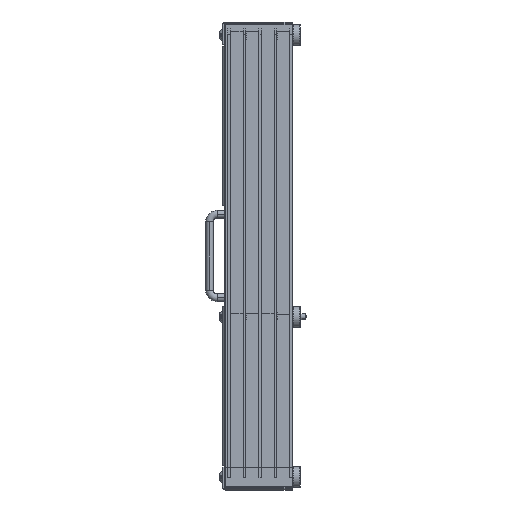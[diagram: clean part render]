
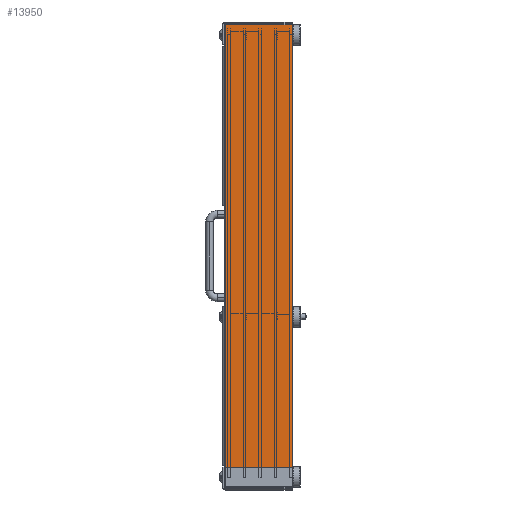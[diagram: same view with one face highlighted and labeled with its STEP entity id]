
A CAD part, left-side view. The second image highlights one B-rep face of the part: STEP entity #13950.
In plain terms, the highlighted face is planar.
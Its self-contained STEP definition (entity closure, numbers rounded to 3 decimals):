
#121 = CARTESIAN_POINT ( 'NONE',  ( 258.5, 43.163, 305. ) ) ;
#220 = VERTEX_POINT ( 'NONE', #15571 ) ;
#374 = CARTESIAN_POINT ( 'NONE',  ( 258.5, 43.963, 15. ) ) ;
#531 = LINE ( 'NONE', #10733, #7451 ) ;
#952 = CARTESIAN_POINT ( 'NONE',  ( 258.5, 43.963, 305. ) ) ;
#1605 = CARTESIAN_POINT ( 'NONE',  ( 258.5, 0., 0.737 ) ) ;
#1764 = EDGE_CURVE ( 'NONE', #10205, #7251, #8789, .T. ) ;
#1909 = DIRECTION ( 'NONE',  ( 0., 0., 1. ) ) ;
#2096 = ORIENTED_EDGE ( 'NONE', *, *, #1764, .F. ) ;
#2100 = EDGE_CURVE ( 'NONE', #9660, #5503, #16925, .T. ) ;
#2835 = AXIS2_PLACEMENT_3D ( 'NONE', #9753, #9511, #4147 ) ;
#2884 = DIRECTION ( 'NONE',  ( 0., 0., 1. ) ) ;
#2965 = CARTESIAN_POINT ( 'NONE',  ( 258.5, 43.963, 305. ) ) ;
#3526 = VERTEX_POINT ( 'NONE', #121 ) ;
#3690 = CARTESIAN_POINT ( 'NONE',  ( 258.5, 43.963, 291. ) ) ;
#3818 = CARTESIAN_POINT ( 'NONE',  ( 258.5, 0.8, 305. ) ) ;
#4029 = CARTESIAN_POINT ( 'NONE',  ( 258.5, 0., 0.737 ) ) ;
#4147 = DIRECTION ( 'NONE',  ( 0., 0., 1. ) ) ;
#4598 = ORIENTED_EDGE ( 'NONE', *, *, #2100, .T. ) ;
#5087 = EDGE_CURVE ( 'NONE', #10205, #220, #16689, .T. ) ;
#5481 = CARTESIAN_POINT ( 'NONE',  ( 258.5, 0., 304.2 ) ) ;
#5503 = VERTEX_POINT ( 'NONE', #7911 ) ;
#5833 = VECTOR ( 'NONE', #1909, 1000. ) ;
#6276 = EDGE_LOOP ( 'NONE', ( #15906, #17083, #10029, #2096, #19703, #20309, #13797, #10884, #4598, #22361 ) ) ;
#6521 = VECTOR ( 'NONE', #19956, 1000. ) ;
#7120 = DIRECTION ( 'NONE',  ( 0., -1., 0. ) ) ;
#7251 = VERTEX_POINT ( 'NONE', #4029 ) ;
#7451 = VECTOR ( 'NONE', #7120, 1000. ) ;
#7465 = CARTESIAN_POINT ( 'NONE',  ( 258.5, 43.963, 186.5 ) ) ;
#7527 = CARTESIAN_POINT ( 'NONE',  ( 258.5, 0., 0. ) ) ;
#7701 = EDGE_CURVE ( 'NONE', #15386, #9660, #16020, .T. ) ;
#7819 = CARTESIAN_POINT ( 'NONE',  ( 258.5, 43.963, 119.5 ) ) ;
#7846 = EDGE_CURVE ( 'NONE', #8358, #19076, #15396, .T. ) ;
#7911 = CARTESIAN_POINT ( 'NONE',  ( 258.5, 43.963, 304.2 ) ) ;
#8158 = CIRCLE ( 'NONE', #16631, 0.8 ) ;
#8219 = EDGE_CURVE ( 'NONE', #3526, #8358, #531, .T. ) ;
#8358 = VERTEX_POINT ( 'NONE', #3818 ) ;
#8789 = LINE ( 'NONE', #1605, #19873 ) ;
#8883 = CARTESIAN_POINT ( 'NONE',  ( 258.5, 43.963, 186.5 ) ) ;
#9276 = VECTOR ( 'NONE', #13668, 1000. ) ;
#9416 = DIRECTION ( 'NONE',  ( 0., 0., 1. ) ) ;
#9511 = DIRECTION ( 'NONE',  ( 1., 0., 0. ) ) ;
#9660 = VERTEX_POINT ( 'NONE', #3690 ) ;
#9753 = CARTESIAN_POINT ( 'NONE',  ( 258.5, 0.8, 304.2 ) ) ;
#10029 = ORIENTED_EDGE ( 'NONE', *, *, #21364, .T. ) ;
#10205 = VERTEX_POINT ( 'NONE', #10902 ) ;
#10733 = CARTESIAN_POINT ( 'NONE',  ( 258.5, 0., 305. ) ) ;
#10884 = ORIENTED_EDGE ( 'NONE', *, *, #7701, .T. ) ;
#10902 = CARTESIAN_POINT ( 'NONE',  ( 258.5, 43.963, 0.737 ) ) ;
#11054 = LINE ( 'NONE', #23073, #23860 ) ;
#11632 = CARTESIAN_POINT ( 'NONE',  ( 258.5, 43.163, 304.2 ) ) ;
#11928 = DIRECTION ( 'NONE',  ( 0., 0., -1. ) ) ;
#13005 = CARTESIAN_POINT ( 'NONE',  ( 258.5, 43.963, 15. ) ) ;
#13487 = DIRECTION ( 'NONE',  ( 1., 0., 0. ) ) ;
#13632 = VERTEX_POINT ( 'NONE', #7819 ) ;
#13668 = DIRECTION ( 'NONE',  ( 0., 0., 1. ) ) ;
#13797 = ORIENTED_EDGE ( 'NONE', *, *, #18816, .F. ) ;
#13950 = ADVANCED_FACE ( 'NONE', ( #14876 ), #20718, .F. ) ;
#14876 = FACE_OUTER_BOUND ( 'NONE', #6276, .T. ) ;
#15386 = VERTEX_POINT ( 'NONE', #7465 ) ;
#15396 = CIRCLE ( 'NONE', #2835, 0.8 ) ;
#15551 = EDGE_CURVE ( 'NONE', #220, #13632, #21232, .T. ) ;
#15571 = CARTESIAN_POINT ( 'NONE',  ( 258.5, 43.963, 15. ) ) ;
#15906 = ORIENTED_EDGE ( 'NONE', *, *, #8219, .T. ) ;
#16020 = LINE ( 'NONE', #13005, #5833 ) ;
#16631 = AXIS2_PLACEMENT_3D ( 'NONE', #11632, #13487, #17284 ) ;
#16689 = LINE ( 'NONE', #2965, #21698 ) ;
#16925 = LINE ( 'NONE', #952, #17206 ) ;
#17083 = ORIENTED_EDGE ( 'NONE', *, *, #7846, .T. ) ;
#17206 = VECTOR ( 'NONE', #2884, 1000. ) ;
#17284 = DIRECTION ( 'NONE',  ( 0., 0., 1. ) ) ;
#18118 = DIRECTION ( 'NONE',  ( 0., 0., 1. ) ) ;
#18235 = DIRECTION ( 'NONE',  ( 0., -1., 0. ) ) ;
#18816 = EDGE_CURVE ( 'NONE', #15386, #13632, #21369, .T. ) ;
#19076 = VERTEX_POINT ( 'NONE', #5481 ) ;
#19703 = ORIENTED_EDGE ( 'NONE', *, *, #5087, .T. ) ;
#19873 = VECTOR ( 'NONE', #18235, 1000. ) ;
#19956 = DIRECTION ( 'NONE',  ( 0., 0., -1. ) ) ;
#20309 = ORIENTED_EDGE ( 'NONE', *, *, #15551, .T. ) ;
#20555 = EDGE_CURVE ( 'NONE', #5503, #3526, #8158, .T. ) ;
#20718 = PLANE ( 'NONE',  #21349 ) ;
#21232 = LINE ( 'NONE', #374, #9276 ) ;
#21349 = AXIS2_PLACEMENT_3D ( 'NONE', #7527, #22524, #9416 ) ;
#21364 = EDGE_CURVE ( 'NONE', #19076, #7251, #11054, .T. ) ;
#21369 = LINE ( 'NONE', #8883, #6521 ) ;
#21698 = VECTOR ( 'NONE', #18118, 1000. ) ;
#22361 = ORIENTED_EDGE ( 'NONE', *, *, #20555, .T. ) ;
#22524 = DIRECTION ( 'NONE',  ( -1., 0., 0. ) ) ;
#23073 = CARTESIAN_POINT ( 'NONE',  ( 258.5, 0., 0. ) ) ;
#23860 = VECTOR ( 'NONE', #11928, 1000. ) ;
